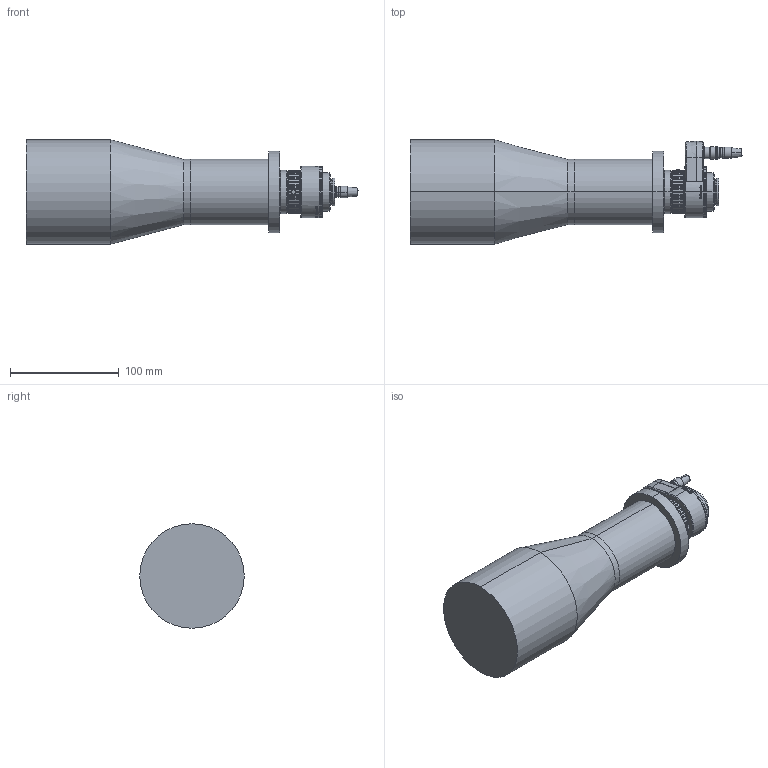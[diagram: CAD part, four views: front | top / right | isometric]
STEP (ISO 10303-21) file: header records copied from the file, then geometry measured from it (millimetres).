
FILE_DESCRIPTION (( 'STEP AP203' ), '1' );
FILE_NAME ('S5VPJ6060_01.STEP', '2017-05-04T06:15:30', ( '' ), ( '' ), 'SwSTEP 2.0', 'SolidWorks 2016', '' );
FILE_SCHEMA (( 'CONFIG_CONTROL_DESIGN' ));
Length unit declared in the file: millimetre
Products named in the file (1): S5VPJ6060_01
Bounding box: 304.93 x 96 x 96 mm (x, y, z)
Surface area: 87667.1 mm2 (no closed solid volume)
Topology: 0 solids, 8 shells, 1730 faces, 4869 edges, 3195 vertices
Faces by surface type: plane 1042, cylinder 352, bspline 230, cone 86, torus 20
Entity records: 78969 total; most frequent: CARTESIAN_POINT 36451, ORIENTED_EDGE 9722, DIRECTION 7436, EDGE_CURVE 4869, VERTEX_POINT 3195, LINE 3096, VECTOR 3096, AXIS2_PLACEMENT_3D 2170
